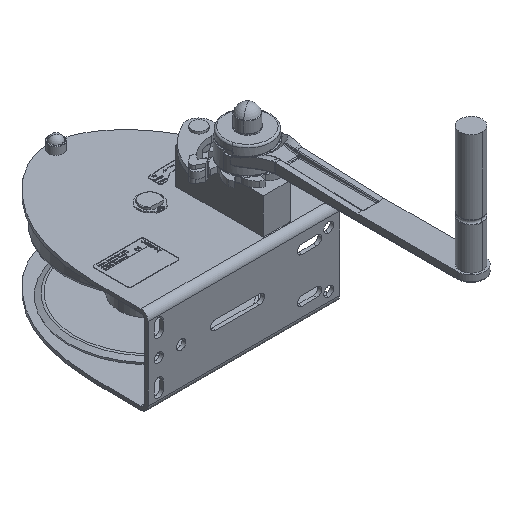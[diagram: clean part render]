
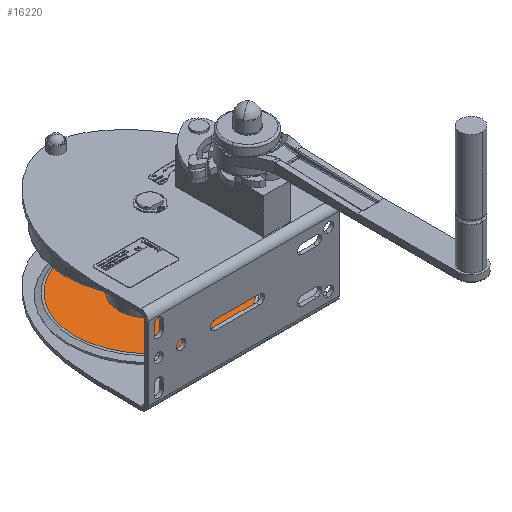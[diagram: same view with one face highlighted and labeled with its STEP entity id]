
A CAD part, isometric view. The second image highlights one B-rep face of the part: STEP entity #16220.
In plain terms, the highlighted planar face has unit normal (0, 0, 1).
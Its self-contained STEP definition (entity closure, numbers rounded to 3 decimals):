
#6760=CARTESIAN_POINT('',(-81.,313.,-153.263));
#6770=VERTEX_POINT('',#6760);
#6800=CARTESIAN_POINT('',(-46.,313.,-153.263));
#6810=DIRECTION('',(0.,0.,1.));
#6820=DIRECTION('',(1.,0.,0.));
#6830=AXIS2_PLACEMENT_3D('',#6800,#6810,#6820);
#6840=CIRCLE('',#6830,35.);
#6850=CARTESIAN_POINT('',(-11.,313.,-153.263));
#6860=VERTEX_POINT('',#6850);
#6870=EDGE_CURVE('',#6860,#6770,#6840,.T.);
#12880=CARTESIAN_POINT('',(-45.75,278.001,
-153.263));
#12890=VERTEX_POINT('',#12880);
#12900=EDGE_CURVE('',#12890,#6860,#6840,.T.);
#12920=EDGE_CURVE('',#6770,#12890,#6840,.T.);
#15830=CARTESIAN_POINT('',(-46.,396.808,
-153.263));
#15840=VERTEX_POINT('',#15830);
#15930=CARTESIAN_POINT('',(-46.,229.192,
-153.263));
#15940=VERTEX_POINT('',#15930);
#15970=CARTESIAN_POINT('',(-46.,313.,-153.263));
#15980=DIRECTION('',(0.,0.,-1.));
#15990=DIRECTION('',(-0.,1.,0.));
#16000=AXIS2_PLACEMENT_3D('',#15970,#15980,#15990);
#16010=CIRCLE('',#16000,83.808);
#16020=EDGE_CURVE('',#15840,#15940,#16010,.T.);
#16070=CARTESIAN_POINT('',(-46.,268.846,
-153.263));
#16080=DIRECTION('',(0.,0.,1.));
#16090=DIRECTION('',(0.,-1.,0.));
#16100=AXIS2_PLACEMENT_3D('',#16070,#16080,#16090);
#16110=PLANE('',#16100);
#16120=ORIENTED_EDGE('',*,*,#12900,.F.);
#16130=ORIENTED_EDGE('',*,*,#6870,.F.);
#16140=ORIENTED_EDGE('',*,*,#12920,.F.);
#16150=EDGE_LOOP('',(#16140,#16130,#16120));
#16160=FACE_BOUND('',#16150,.T.);
#16170=EDGE_CURVE('',#15940,#15840,#16010,.T.);
#16180=ORIENTED_EDGE('',*,*,#16170,.F.);
#16190=ORIENTED_EDGE('',*,*,#16020,.F.);
#16200=EDGE_LOOP('',(#16190,#16180));
#16210=FACE_OUTER_BOUND('',#16200,.T.);
#16220=ADVANCED_FACE('',(#16160,#16210),#16110,.T.);
